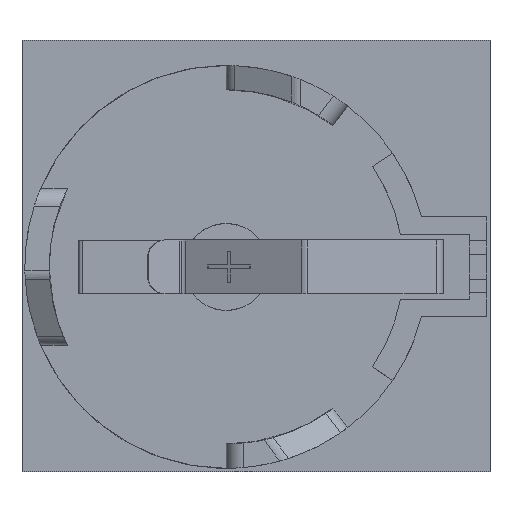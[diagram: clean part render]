
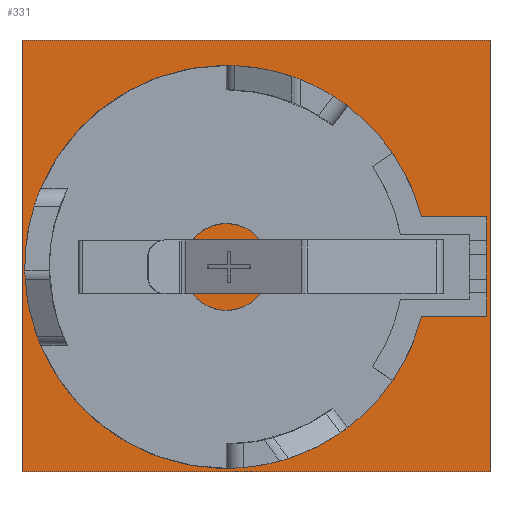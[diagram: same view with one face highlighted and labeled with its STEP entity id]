
A CAD part, top view. The second image highlights one B-rep face of the part: STEP entity #331.
In plain terms, the highlighted planar face has unit normal (0, 0, 1).
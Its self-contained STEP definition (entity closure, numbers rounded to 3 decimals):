
#62 = VERTEX_POINT('',#63);
#63 = CARTESIAN_POINT('',(-13.783,13.053,1.6
    ));
#69 = EDGE_CURVE('',#62,#70,#72,.T.);
#70 = VERTEX_POINT('',#71);
#71 = CARTESIAN_POINT('',(13.167,13.053,1.6
    ));
#72 = LINE('',#73,#74);
#73 = CARTESIAN_POINT('',(-13.783,13.053,1.6
    ));
#74 = VECTOR('',#75,1.);
#75 = DIRECTION('',(1.,0.,0.));
#100 = EDGE_CURVE('',#70,#101,#103,.T.);
#101 = VERTEX_POINT('',#102);
#102 = CARTESIAN_POINT('',(13.167,-11.783,
    1.6));
#103 = LINE('',#104,#105);
#104 = CARTESIAN_POINT('',(13.167,13.053,
    1.6));
#105 = VECTOR('',#106,1.);
#106 = DIRECTION('',(0.,-1.,0.));
#131 = EDGE_CURVE('',#101,#132,#134,.T.);
#132 = VERTEX_POINT('',#133);
#133 = CARTESIAN_POINT('',(-13.783,-11.783,
    1.6));
#134 = LINE('',#135,#136);
#135 = CARTESIAN_POINT('',(13.167,-11.783,
    1.6));
#136 = VECTOR('',#137,1.);
#137 = DIRECTION('',(-1.,0.,0.));
#162 = EDGE_CURVE('',#132,#62,#163,.T.);
#163 = LINE('',#164,#165);
#164 = CARTESIAN_POINT('',(-13.783,-11.783,
    1.6));
#165 = VECTOR('',#166,1.);
#166 = DIRECTION('',(0.,1.,0.));
#186 = VERTEX_POINT('',#187);
#187 = CARTESIAN_POINT('',(-9.65,0.,
    1.6));
#193 = EDGE_CURVE('',#186,#194,#196,.T.);
#194 = VERTEX_POINT('',#195);
#195 = CARTESIAN_POINT('',(-11.15,0.,
    1.6));
#196 = CIRCLE('',#197,0.75);
#197 = AXIS2_PLACEMENT_3D('',#198,#199,#200);
#198 = CARTESIAN_POINT('',(-10.4,0.,
    1.6));
#199 = DIRECTION('',(0.,0.,1.));
#200 = DIRECTION('',(1.,0.,-0.));
#226 = EDGE_CURVE('',#194,#186,#227,.T.);
#227 = CIRCLE('',#228,0.75);
#228 = AXIS2_PLACEMENT_3D('',#229,#230,#231);
#229 = CARTESIAN_POINT('',(-10.4,0.,
    1.6));
#230 = DIRECTION('',(0.,0.,1.));
#231 = DIRECTION('',(-1.,0.,0.));
#252 = VERTEX_POINT('',#253);
#253 = CARTESIAN_POINT('',(11.15,0.,
    1.6));
#259 = EDGE_CURVE('',#252,#260,#262,.T.);
#260 = VERTEX_POINT('',#261);
#261 = CARTESIAN_POINT('',(9.65,0.,
    1.6));
#262 = CIRCLE('',#263,0.75);
#263 = AXIS2_PLACEMENT_3D('',#264,#265,#266);
#264 = CARTESIAN_POINT('',(10.4,0.,
    1.6));
#265 = DIRECTION('',(0.,0.,1.));
#266 = DIRECTION('',(1.,0.,-0.));
#292 = EDGE_CURVE('',#260,#252,#293,.T.);
#293 = CIRCLE('',#294,0.75);
#294 = AXIS2_PLACEMENT_3D('',#295,#296,#297);
#295 = CARTESIAN_POINT('',(10.4,0.,
    1.6));
#296 = DIRECTION('',(0.,0.,1.));
#297 = DIRECTION('',(-1.,0.,0.));
#331 = ADVANCED_FACE('',(#332,#338,#342),#346,.F.);
#332 = FACE_BOUND('',#333,.F.);
#333 = EDGE_LOOP('',(#334,#335,#336,#337));
#334 = ORIENTED_EDGE('',*,*,#69,.T.);
#335 = ORIENTED_EDGE('',*,*,#100,.T.);
#336 = ORIENTED_EDGE('',*,*,#131,.T.);
#337 = ORIENTED_EDGE('',*,*,#162,.T.);
#338 = FACE_BOUND('',#339,.F.);
#339 = EDGE_LOOP('',(#340,#341));
#340 = ORIENTED_EDGE('',*,*,#193,.T.);
#341 = ORIENTED_EDGE('',*,*,#226,.T.);
#342 = FACE_BOUND('',#343,.F.);
#343 = EDGE_LOOP('',(#344,#345));
#344 = ORIENTED_EDGE('',*,*,#259,.T.);
#345 = ORIENTED_EDGE('',*,*,#292,.T.);
#346 = PLANE('',#347);
#347 = AXIS2_PLACEMENT_3D('',#348,#349,#350);
#348 = CARTESIAN_POINT('',(-0.308,0.635,1.6
    ));
#349 = DIRECTION('',(-0.,-0.,-1.));
#350 = DIRECTION('',(-1.,0.,0.));
